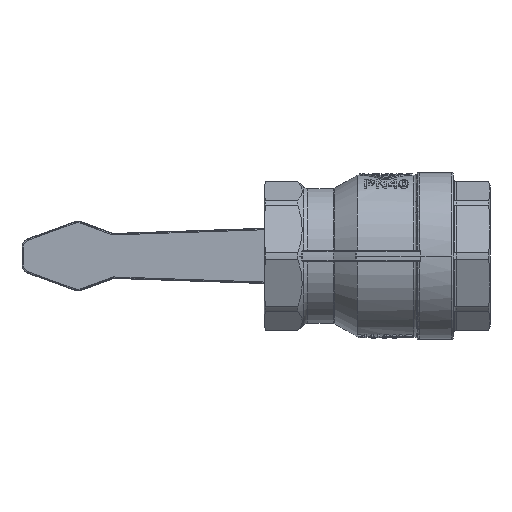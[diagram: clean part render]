
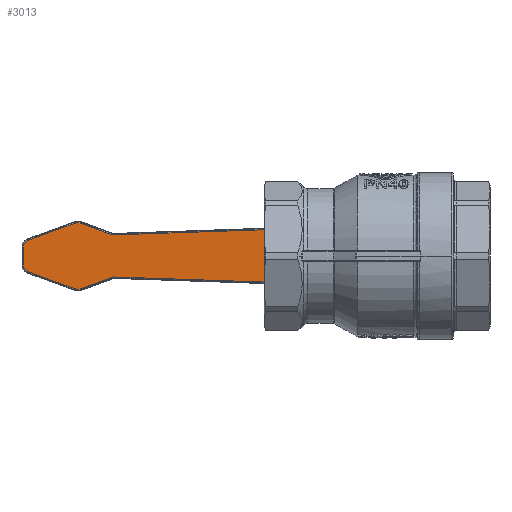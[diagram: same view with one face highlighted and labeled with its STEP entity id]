
A CAD part, front view. The second image highlights one B-rep face of the part: STEP entity #3013.
In plain terms, the highlighted planar face has unit normal (-0.035, -0.999, 0).
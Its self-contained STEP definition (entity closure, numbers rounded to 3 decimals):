
#3013=ADVANCED_FACE('',(#6385),#6386,.T.);
#6385=FACE_OUTER_BOUND('',#12925,.T.);
#6386=PLANE('',#12926);
#12925=EDGE_LOOP('',(#21764,#21765,#21766,#21767,#21768,#21769,#21770,#21771,#21772,#21773,#21774,#21775,#21776,#21777));
#12926=AXIS2_PLACEMENT_3D('',#21778,#21779,#21780);
#21764=ORIENTED_EDGE('',*,*,#24539,.F.);
#21765=ORIENTED_EDGE('',*,*,#27759,.F.);
#21766=ORIENTED_EDGE('',*,*,#24569,.F.);
#21767=ORIENTED_EDGE('',*,*,#27760,.F.);
#21768=ORIENTED_EDGE('',*,*,#24564,.F.);
#21769=ORIENTED_EDGE('',*,*,#27761,.F.);
#21770=ORIENTED_EDGE('',*,*,#24559,.F.);
#21771=ORIENTED_EDGE('',*,*,#27762,.F.);
#21772=ORIENTED_EDGE('',*,*,#24554,.F.);
#21773=ORIENTED_EDGE('',*,*,#27763,.F.);
#21774=ORIENTED_EDGE('',*,*,#24549,.F.);
#21775=ORIENTED_EDGE('',*,*,#27764,.F.);
#21776=ORIENTED_EDGE('',*,*,#24544,.F.);
#21777=ORIENTED_EDGE('',*,*,#27765,.F.);
#21778=CARTESIAN_POINT('',(-45.062,103.388,-0.79));
#21779=DIRECTION('',(-0.035,-0.999,0.));
#21780=DIRECTION('',(-0.999,0.035,0.));
#24539=EDGE_CURVE('',#28932,#28934,#28935,.T.);
#24544=EDGE_CURVE('',#28941,#28943,#28944,.T.);
#24549=EDGE_CURVE('',#28950,#28952,#28953,.T.);
#24554=EDGE_CURVE('',#28959,#28961,#28962,.T.);
#24559=EDGE_CURVE('',#28968,#28970,#28971,.T.);
#24564=EDGE_CURVE('',#28977,#28979,#28980,.T.);
#24569=EDGE_CURVE('',#28986,#28988,#28989,.T.);
#27759=EDGE_CURVE('',#28988,#28932,#33678,.T.);
#27760=EDGE_CURVE('',#28979,#28986,#33679,.T.);
#27761=EDGE_CURVE('',#28970,#28977,#33680,.T.);
#27762=EDGE_CURVE('',#28961,#28968,#33681,.T.);
#27763=EDGE_CURVE('',#28952,#28959,#33682,.T.);
#27764=EDGE_CURVE('',#28943,#28950,#33683,.T.);
#27765=EDGE_CURVE('',#28934,#28941,#33684,.T.);
#28932=VERTEX_POINT('',#35402);
#28934=VERTEX_POINT('',#35404);
#28935=LINE('',#35405,#35406);
#28941=VERTEX_POINT('',#35413);
#28943=VERTEX_POINT('',#35415);
#28944=LINE('',#35416,#35417);
#28950=VERTEX_POINT('',#35424);
#28952=VERTEX_POINT('',#35426);
#28953=LINE('',#35427,#35428);
#28959=VERTEX_POINT('',#35435);
#28961=VERTEX_POINT('',#35437);
#28962=LINE('',#35438,#35439);
#28968=VERTEX_POINT('',#35446);
#28970=VERTEX_POINT('',#35448);
#28971=LINE('',#35449,#35450);
#28977=VERTEX_POINT('',#35457);
#28979=VERTEX_POINT('',#35459);
#28980=LINE('',#35460,#35461);
#28986=VERTEX_POINT('',#35468);
#28988=VERTEX_POINT('',#35470);
#28989=LINE('',#35471,#35472);
#33678=LINE('',#46606,#46607);
#33679=CIRCLE('',#46608,1.5);
#33680=CIRCLE('',#46609,2.5);
#33681=CIRCLE('',#46610,2.5);
#33682=CIRCLE('',#46611,2.5);
#33683=CIRCLE('',#46612,2.5);
#33684=CIRCLE('',#46613,1.5);
#35402=CARTESIAN_POINT('',(-35.592,103.058,-8.971));
#35404=CARTESIAN_POINT('',(-89.688,104.947,-7.145));
#35405=CARTESIAN_POINT('',(-28.416,102.807,-9.213));
#35406=VECTOR('',#49254,54.16);
#35413=CARTESIAN_POINT('',(-90.252,104.966,-7.235));
#35415=CARTESIAN_POINT('',(-101.197,105.349,-11.221));
#35416=CARTESIAN_POINT('',(-69.083,104.227,0.475));
#35417=VECTOR('',#49262,11.655);
#35424=CARTESIAN_POINT('',(-102.906,105.408,-11.221));
#35426=CARTESIAN_POINT('',(-118.896,105.967,-5.397));
#35427=CARTESIAN_POINT('',(-78.701,104.563,-20.036));
#35428=VECTOR('',#49270,17.027);
#35435=CARTESIAN_POINT('',(-120.54,106.024,-3.048));
#35437=CARTESIAN_POINT('',(-120.54,106.024,3.048));
#35438=CARTESIAN_POINT('',(-120.54,106.024,-2.619));
#35439=VECTOR('',#49278,6.096);
#35446=CARTESIAN_POINT('',(-118.896,105.967,5.397));
#35448=CARTESIAN_POINT('',(-102.906,105.408,11.221));
#35449=CARTESIAN_POINT('',(-87.949,104.886,16.668));
#35450=VECTOR('',#49286,17.027);
#35457=CARTESIAN_POINT('',(-101.197,105.349,11.221));
#35459=CARTESIAN_POINT('',(-90.349,104.97,7.27));
#35460=CARTESIAN_POINT('',(-74.826,104.428,1.617));
#35461=VECTOR('',#49294,11.551);
#35468=CARTESIAN_POINT('',(-89.785,104.95,7.181));
#35470=CARTESIAN_POINT('',(-35.592,103.058,9.051));
#35471=CARTESIAN_POINT('',(-67.781,104.182,7.94));
#35472=VECTOR('',#49302,54.258);
#46606=CARTESIAN_POINT('',(-35.592,103.058,-0.395));
#46607=VECTOR('',#52210,18.022);
#46608=AXIS2_PLACEMENT_3D('',#52211,#52212,#52213);
#46609=AXIS2_PLACEMENT_3D('',#52214,#52215,#52216);
#46610=AXIS2_PLACEMENT_3D('',#52217,#52218,#52219);
#46611=AXIS2_PLACEMENT_3D('',#52220,#52221,#52222);
#46612=AXIS2_PLACEMENT_3D('',#52223,#52224,#52225);
#46613=AXIS2_PLACEMENT_3D('',#52226,#52227,#52228);
#49254=DIRECTION('',(-0.999,0.035,0.034));
#49262=DIRECTION('',(-0.939,0.033,-0.342));
#49270=DIRECTION('',(-0.939,0.033,0.342));
#49278=DIRECTION('',(0.,0.,1.0));
#49286=DIRECTION('',(0.939,-0.033,0.342));
#49294=DIRECTION('',(0.939,-0.033,-0.342));
#49302=DIRECTION('',(0.999,-0.035,0.034));
#52210=DIRECTION('',(0.,0.,-1.0));
#52211=CARTESIAN_POINT('',(-89.836,104.952,8.68));
#52212=DIRECTION('',(-0.035,-0.999,0.));
#52213=DIRECTION('',(-0.157,0.005,-0.988));
#52214=CARTESIAN_POINT('',(-102.051,105.378,8.872));
#52215=DIRECTION('',(0.035,0.999,0.));
#52216=DIRECTION('',(0.,0.,1.0));
#52217=CARTESIAN_POINT('',(-118.041,105.937,3.048));
#52218=DIRECTION('',(0.035,0.999,0.));
#52219=DIRECTION('',(-0.819,0.029,0.574));
#52220=CARTESIAN_POINT('',(-118.041,105.937,-3.048));
#52221=DIRECTION('',(0.035,0.999,0.));
#52222=DIRECTION('',(-0.819,0.029,-0.574));
#52223=CARTESIAN_POINT('',(-102.051,105.378,-8.872));
#52224=DIRECTION('',(0.035,0.999,0.));
#52225=DIRECTION('',(0.,0.,-1.0));
#52226=CARTESIAN_POINT('',(-89.739,104.948,-8.644));
#52227=DIRECTION('',(-0.035,-0.999,0.));
#52228=DIRECTION('',(-0.157,0.005,0.988));
